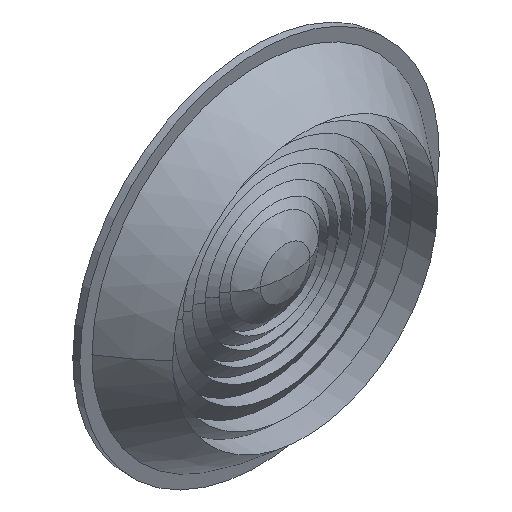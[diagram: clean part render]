
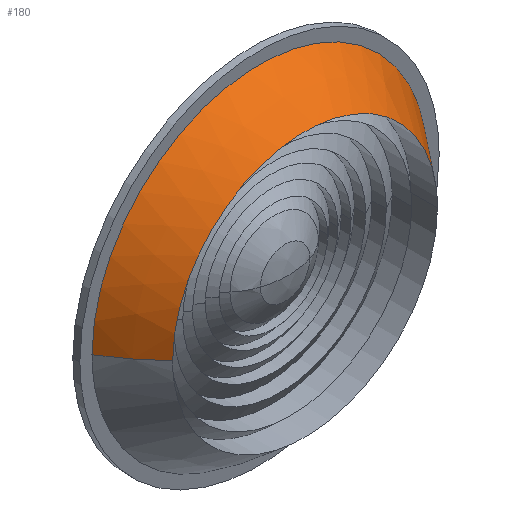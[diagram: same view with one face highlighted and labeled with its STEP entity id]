
A CAD part, isometric view. The second image highlights one B-rep face of the part: STEP entity #180.
In plain terms, the highlighted free-form (B-spline) face has degree [2, 2] with [5, 3] control points.
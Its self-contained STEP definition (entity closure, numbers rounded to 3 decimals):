
#145 = EDGE_CURVE('',#146,#148,#150,.T.);
#146 = VERTEX_POINT('',#147);
#147 = CARTESIAN_POINT('',(-64.411,17.505,0.));
#148 = VERTEX_POINT('',#149);
#149 = CARTESIAN_POINT('',(64.411,17.505,
    0.));
#150 = ( BOUNDED_CURVE() B_SPLINE_CURVE(2,(#151,#152,#153,#154,#155),
.UNSPECIFIED.,.F.,.F.) B_SPLINE_CURVE_WITH_KNOTS((3,2,3),(0.,
1.571,3.142),.PIECEWISE_BEZIER_KNOTS.) CURVE() 
GEOMETRIC_REPRESENTATION_ITEM() RATIONAL_B_SPLINE_CURVE((1.,
0.707,1.,0.707,1.)) REPRESENTATION_ITEM('') );
#151 = CARTESIAN_POINT('',(-64.411,17.505,0.));
#152 = CARTESIAN_POINT('',(-64.411,17.505,64.411
    ));
#153 = CARTESIAN_POINT('',(0.,17.505,
    64.411));
#154 = CARTESIAN_POINT('',(64.411,17.505,
    64.411));
#155 = CARTESIAN_POINT('',(64.411,17.505,
    0.));
#180 = ADVANCED_FACE('',(#181),#208,.F.);
#181 = FACE_BOUND('',#182,.F.);
#182 = EDGE_LOOP('',(#183,#191,#192,#200));
#183 = ORIENTED_EDGE('',*,*,#184,.T.);
#184 = EDGE_CURVE('',#185,#146,#187,.T.);
#185 = VERTEX_POINT('',#186);
#186 = CARTESIAN_POINT('',(-50.905,0.,0.));
#187 = ( BOUNDED_CURVE() B_SPLINE_CURVE(2,(#188,#189,#190),
.UNSPECIFIED.,.F.,.F.) B_SPLINE_CURVE_WITH_KNOTS((3,3),(5.52,
5.733),.PIECEWISE_BEZIER_KNOTS.) CURVE() 
GEOMETRIC_REPRESENTATION_ITEM() RATIONAL_B_SPLINE_CURVE((1.,
0.994,1.)) REPRESENTATION_ITEM('') );
#188 = CARTESIAN_POINT('',(-50.905,0.,0.));
#189 = CARTESIAN_POINT('',(-58.594,8.031,0.));
#190 = CARTESIAN_POINT('',(-64.411,17.505,0.));
#191 = ORIENTED_EDGE('',*,*,#145,.T.);
#192 = ORIENTED_EDGE('',*,*,#193,.F.);
#193 = EDGE_CURVE('',#194,#148,#196,.T.);
#194 = VERTEX_POINT('',#195);
#195 = CARTESIAN_POINT('',(50.905,0.,
    0.));
#196 = ( BOUNDED_CURVE() B_SPLINE_CURVE(2,(#197,#198,#199),
.UNSPECIFIED.,.F.,.F.) B_SPLINE_CURVE_WITH_KNOTS((3,3),(5.52,
5.733),.PIECEWISE_BEZIER_KNOTS.) CURVE() 
GEOMETRIC_REPRESENTATION_ITEM() RATIONAL_B_SPLINE_CURVE((1.,
0.994,1.)) REPRESENTATION_ITEM('') );
#197 = CARTESIAN_POINT('',(50.905,0.,
    0.));
#198 = CARTESIAN_POINT('',(58.594,8.031,
    0.));
#199 = CARTESIAN_POINT('',(64.411,17.505,
    0.));
#200 = ORIENTED_EDGE('',*,*,#201,.F.);
#201 = EDGE_CURVE('',#185,#194,#202,.T.);
#202 = ( BOUNDED_CURVE() B_SPLINE_CURVE(2,(#203,#204,#205,#206,#207),
.UNSPECIFIED.,.F.,.F.) B_SPLINE_CURVE_WITH_KNOTS((3,2,3),(0.,
1.571,3.142),.PIECEWISE_BEZIER_KNOTS.) CURVE() 
GEOMETRIC_REPRESENTATION_ITEM() RATIONAL_B_SPLINE_CURVE((1.,
0.707,1.,0.707,1.)) REPRESENTATION_ITEM('') );
#203 = CARTESIAN_POINT('',(-50.905,0.,0.));
#204 = CARTESIAN_POINT('',(-50.905,0.,
    50.905));
#205 = CARTESIAN_POINT('',(0.,0.,
    50.905));
#206 = CARTESIAN_POINT('',(50.905,0.,
    50.905));
#207 = CARTESIAN_POINT('',(50.905,0.,
    0.));
#208 = ( BOUNDED_SURFACE() B_SPLINE_SURFACE(2,2,(
    (#209,#210,#211)
    ,(#212,#213,#214)
    ,(#215,#216,#217)
    ,(#218,#219,#220)
    ,(#221,#222,#223
)),.UNSPECIFIED.,.F.,.F.,.F.) B_SPLINE_SURFACE_WITH_KNOTS((3,2,3),(3,3),
  (3.142,4.712,6.283),(3.692,
    3.905),.PIECEWISE_BEZIER_KNOTS.) 
GEOMETRIC_REPRESENTATION_ITEM() RATIONAL_B_SPLINE_SURFACE((
    (1.,0.994,1.)
    ,(0.707,0.703,0.707)
    ,(1.,0.994,1.)
    ,(0.707,0.703,0.707)
,(1.,0.994,1.))) REPRESENTATION_ITEM('') SURFACE() );
#209 = CARTESIAN_POINT('',(-64.411,17.505,
    0.));
#210 = CARTESIAN_POINT('',(-58.594,8.031,
    0.));
#211 = CARTESIAN_POINT('',(-50.905,0.,
    0.));
#212 = CARTESIAN_POINT('',(-64.411,17.505,64.411
    ));
#213 = CARTESIAN_POINT('',(-58.594,8.031,
    58.594));
#214 = CARTESIAN_POINT('',(-50.905,0.,
    50.905));
#215 = CARTESIAN_POINT('',(0.,17.505,
    64.411));
#216 = CARTESIAN_POINT('',(0.,8.031,
    58.594));
#217 = CARTESIAN_POINT('',(0.,0.,
    50.905));
#218 = CARTESIAN_POINT('',(64.411,17.505,
    64.411));
#219 = CARTESIAN_POINT('',(58.594,8.031,
    58.594));
#220 = CARTESIAN_POINT('',(50.905,0.,
    50.905));
#221 = CARTESIAN_POINT('',(64.411,17.505,
    0.));
#222 = CARTESIAN_POINT('',(58.594,8.031,
    0.));
#223 = CARTESIAN_POINT('',(50.905,0.,
    0.));
